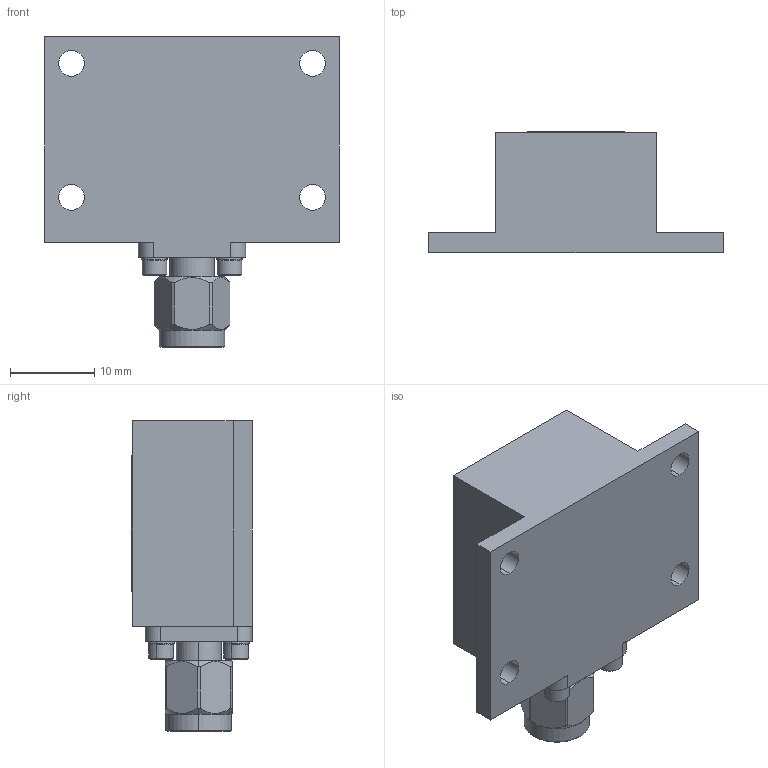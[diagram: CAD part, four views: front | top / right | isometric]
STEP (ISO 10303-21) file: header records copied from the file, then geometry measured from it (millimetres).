
FILE_DESCRIPTION (( 'STEP AP203' ), '1' );
FILE_NAME ('ST3N50PL.step', '2018-10-29T20:50:18', ( '' ), ( '' ), 'SwSTEP 2.0', 'SolidWorks 2017', '' );
FILE_SCHEMA (( 'CONFIG_CONTROL_DESIGN' ));
Length unit declared in the file: inch
Products named in the file (1): ST3N50PL
Bounding box: 34.92 x 14.3 x 36.83 mm (x, y, z)
Volume: 8130.1 mm3; surface area: 3854.5 mm2
Topology: 1 solids, 1 shells, 330 faces, 823 edges, 522 vertices
Faces by surface type: plane 143, cylinder 103, cone 71, bspline 13
Entity records: 13447 total; most frequent: CARTESIAN_POINT 5877, ORIENTED_EDGE 1630, DIRECTION 1475, EDGE_CURVE 815, AXIS2_PLACEMENT_3D 560, VERTEX_POINT 522, EDGE_LOOP 373, VECTOR 355
